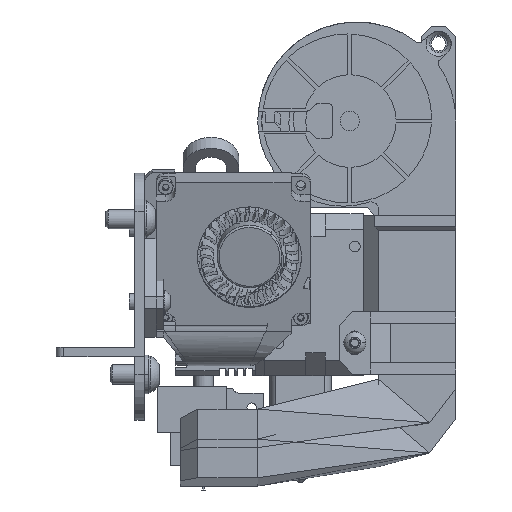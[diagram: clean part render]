
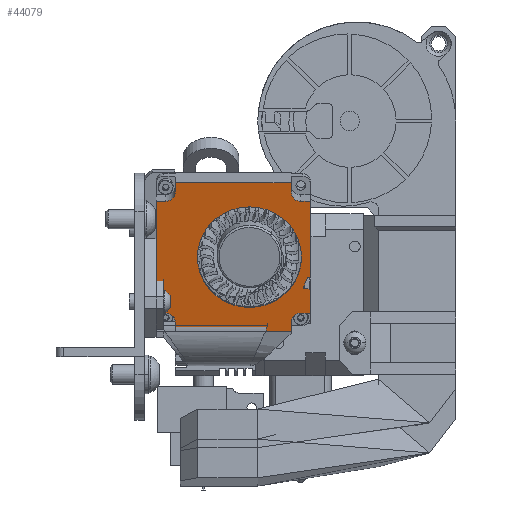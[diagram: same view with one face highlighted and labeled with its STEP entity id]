
A CAD part, left-side view. The second image highlights one B-rep face of the part: STEP entity #44079.
In plain terms, the highlighted face is planar.
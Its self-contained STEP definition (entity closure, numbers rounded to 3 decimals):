
#3116=CIRCLE('',#48624,13.5);
#3117=CIRCLE('',#48626,13.5);
#3118=CIRCLE('',#48627,2.5);
#3119=CIRCLE('',#48628,0.35);
#3120=CIRCLE('',#48629,0.3);
#3121=CIRCLE('',#48630,0.3);
#3122=CIRCLE('',#48631,0.35);
#3123=CIRCLE('',#48632,2.5);
#3124=CIRCLE('',#48633,2.5);
#3125=CIRCLE('',#48634,2.5);
#9436=ORIENTED_EDGE('',*,*,#20386,.F.);
#9437=ORIENTED_EDGE('',*,*,#20387,.F.);
#9438=ORIENTED_EDGE('',*,*,#20388,.T.);
#9439=ORIENTED_EDGE('',*,*,#20389,.T.);
#9440=ORIENTED_EDGE('',*,*,#20390,.F.);
#9441=ORIENTED_EDGE('',*,*,#20391,.F.);
#9442=ORIENTED_EDGE('',*,*,#20392,.T.);
#9443=ORIENTED_EDGE('',*,*,#20393,.T.);
#9444=ORIENTED_EDGE('',*,*,#20394,.T.);
#9445=ORIENTED_EDGE('',*,*,#20395,.T.);
#9446=ORIENTED_EDGE('',*,*,#20396,.T.);
#9447=ORIENTED_EDGE('',*,*,#20397,.T.);
#9448=ORIENTED_EDGE('',*,*,#20398,.T.);
#9449=ORIENTED_EDGE('',*,*,#20399,.T.);
#9450=ORIENTED_EDGE('',*,*,#20400,.T.);
#9451=ORIENTED_EDGE('',*,*,#20401,.T.);
#9452=ORIENTED_EDGE('',*,*,#20402,.T.);
#9453=ORIENTED_EDGE('',*,*,#20403,.F.);
#9454=ORIENTED_EDGE('',*,*,#20404,.F.);
#9455=ORIENTED_EDGE('',*,*,#20405,.T.);
#9456=ORIENTED_EDGE('',*,*,#20406,.F.);
#9457=ORIENTED_EDGE('',*,*,#20407,.F.);
#9458=ORIENTED_EDGE('',*,*,#20408,.F.);
#9459=ORIENTED_EDGE('',*,*,#20409,.T.);
#9460=ORIENTED_EDGE('',*,*,#20410,.T.);
#9461=ORIENTED_EDGE('',*,*,#20411,.F.);
#20386=EDGE_CURVE('',#26185,#26184,#3116,.T.);
#20387=EDGE_CURVE('',#26184,#26185,#3117,.T.);
#20388=EDGE_CURVE('',#26186,#26187,#30626,.T.);
#20389=EDGE_CURVE('',#26187,#26188,#30627,.T.);
#20390=EDGE_CURVE('',#26189,#26188,#3118,.T.);
#20391=EDGE_CURVE('',#26190,#26189,#30628,.T.);
#20392=EDGE_CURVE('',#26190,#26191,#30629,.T.);
#20393=EDGE_CURVE('',#26191,#26192,#3119,.T.);
#20394=EDGE_CURVE('',#26192,#26193,#30630,.T.);
#20395=EDGE_CURVE('',#26193,#26194,#3120,.T.);
#20396=EDGE_CURVE('',#26194,#26195,#30631,.T.);
#20397=EDGE_CURVE('',#26195,#26196,#3121,.T.);
#20398=EDGE_CURVE('',#26196,#26197,#30632,.T.);
#20399=EDGE_CURVE('',#26197,#26198,#3122,.T.);
#20400=EDGE_CURVE('',#26198,#26199,#30633,.T.);
#20401=EDGE_CURVE('',#26199,#26200,#30634,.T.);
#20402=EDGE_CURVE('',#26200,#26201,#3123,.T.);
#20403=EDGE_CURVE('',#26202,#26201,#30635,.T.);
#20404=EDGE_CURVE('',#26203,#26202,#30636,.T.);
#20405=EDGE_CURVE('',#26203,#26204,#30637,.T.);
#20406=EDGE_CURVE('',#26205,#26204,#3124,.T.);
#20407=EDGE_CURVE('',#26206,#26205,#30638,.T.);
#20408=EDGE_CURVE('',#26207,#26206,#30639,.T.);
#20409=EDGE_CURVE('',#26207,#26208,#30640,.T.);
#20410=EDGE_CURVE('',#26208,#26209,#3125,.T.);
#20411=EDGE_CURVE('',#26186,#26209,#30641,.T.);
#26184=VERTEX_POINT('',#72281);
#26185=VERTEX_POINT('',#72283);
#26186=VERTEX_POINT('',#72288);
#26187=VERTEX_POINT('',#72289);
#26188=VERTEX_POINT('',#72291);
#26189=VERTEX_POINT('',#72293);
#26190=VERTEX_POINT('',#72295);
#26191=VERTEX_POINT('',#72297);
#26192=VERTEX_POINT('',#72299);
#26193=VERTEX_POINT('',#72301);
#26194=VERTEX_POINT('',#72303);
#26195=VERTEX_POINT('',#72305);
#26196=VERTEX_POINT('',#72307);
#26197=VERTEX_POINT('',#72309);
#26198=VERTEX_POINT('',#72311);
#26199=VERTEX_POINT('',#72313);
#26200=VERTEX_POINT('',#72315);
#26201=VERTEX_POINT('',#72317);
#26202=VERTEX_POINT('',#72319);
#26203=VERTEX_POINT('',#72321);
#26204=VERTEX_POINT('',#72323);
#26205=VERTEX_POINT('',#72325);
#26206=VERTEX_POINT('',#72327);
#26207=VERTEX_POINT('',#72329);
#26208=VERTEX_POINT('',#72331);
#26209=VERTEX_POINT('',#72333);
#30626=LINE('',#72287,#34195);
#30627=LINE('',#72290,#34196);
#30628=LINE('',#72294,#34197);
#30629=LINE('',#72296,#34198);
#30630=LINE('',#72300,#34199);
#30631=LINE('',#72304,#34200);
#30632=LINE('',#72308,#34201);
#30633=LINE('',#72312,#34202);
#30634=LINE('',#72314,#34203);
#30635=LINE('',#72318,#34204);
#30636=LINE('',#72320,#34205);
#30637=LINE('',#72322,#34206);
#30638=LINE('',#72326,#34207);
#30639=LINE('',#72328,#34208);
#30640=LINE('',#72330,#34209);
#30641=LINE('',#72334,#34210);
#34195=VECTOR('',#56303,1000.);
#34196=VECTOR('',#56304,1000.);
#34197=VECTOR('',#56307,1000.);
#34198=VECTOR('',#56308,1000.);
#34199=VECTOR('',#56311,1000.);
#34200=VECTOR('',#56314,1000.);
#34201=VECTOR('',#56317,1000.);
#34202=VECTOR('',#56320,1000.);
#34203=VECTOR('',#56321,1000.);
#34204=VECTOR('',#56324,1000.);
#34205=VECTOR('',#56325,1000.);
#34206=VECTOR('',#56326,1000.);
#34207=VECTOR('',#56329,1000.);
#34208=VECTOR('',#56330,1000.);
#34209=VECTOR('',#56331,1000.);
#34210=VECTOR('',#56334,1000.);
#37130=EDGE_LOOP('',(#9436,#9437));
#37131=EDGE_LOOP('',(#9438,#9439,#9440,#9441,#9442,#9443,#9444,#9445,#9446,
#9447,#9448,#9449,#9450,#9451,#9452,#9453,#9454,#9455,#9456,#9457,#9458,
#9459,#9460,#9461));
#40037=FACE_BOUND('',#37130,.T.);
#40038=FACE_BOUND('',#37131,.T.);
#42474=PLANE('',#48625);
#44079=ADVANCED_FACE('',(#40037,#40038),#42474,.T.);
#48624=AXIS2_PLACEMENT_3D('',#72284,#56297,#56298);
#48625=AXIS2_PLACEMENT_3D('',#72285,#56299,#56300);
#48626=AXIS2_PLACEMENT_3D('',#72286,#56301,#56302);
#48627=AXIS2_PLACEMENT_3D('',#72292,#56305,#56306);
#48628=AXIS2_PLACEMENT_3D('',#72298,#56309,#56310);
#48629=AXIS2_PLACEMENT_3D('',#72302,#56312,#56313);
#48630=AXIS2_PLACEMENT_3D('',#72306,#56315,#56316);
#48631=AXIS2_PLACEMENT_3D('',#72310,#56318,#56319);
#48632=AXIS2_PLACEMENT_3D('',#72316,#56322,#56323);
#48633=AXIS2_PLACEMENT_3D('',#72324,#56327,#56328);
#48634=AXIS2_PLACEMENT_3D('',#72332,#56332,#56333);
#56297=DIRECTION('',(0.,0.,1.));
#56298=DIRECTION('',(1.,0.,0.));
#56299=DIRECTION('',(0.,0.,1.));
#56300=DIRECTION('',(1.,0.,0.));
#56301=DIRECTION('',(0.,0.,1.));
#56302=DIRECTION('',(1.,0.,0.));
#56303=DIRECTION('',(1.,0.,0.));
#56304=DIRECTION('',(0.,1.,0.));
#56305=DIRECTION('',(0.,0.,1.));
#56306=DIRECTION('',(1.,0.,0.));
#56307=DIRECTION('',(-1.,0.,0.));
#56308=DIRECTION('',(0.,1.,0.));
#56309=DIRECTION('',(0.,0.,1.));
#56310=DIRECTION('',(1.,0.,0.));
#56311=DIRECTION('',(-1.,0.,0.));
#56312=DIRECTION('',(0.,0.,-1.));
#56313=DIRECTION('',(1.,0.,0.));
#56314=DIRECTION('',(0.385,0.923,0.));
#56315=DIRECTION('',(0.,0.,-1.));
#56316=DIRECTION('',(1.,0.,0.));
#56317=DIRECTION('',(1.,0.,0.));
#56318=DIRECTION('',(0.,0.,1.));
#56319=DIRECTION('',(1.,0.,0.));
#56320=DIRECTION('',(0.,1.,0.));
#56321=DIRECTION('',(-1.,0.,0.));
#56322=DIRECTION('',(0.,0.,-1.));
#56323=DIRECTION('',(1.,0.,0.));
#56324=DIRECTION('',(0.,-1.,0.));
#56325=DIRECTION('',(1.,0.,0.));
#56326=DIRECTION('',(0.,-1.,0.));
#56327=DIRECTION('',(0.,0.,1.));
#56328=DIRECTION('',(1.,0.,0.));
#56329=DIRECTION('',(1.,0.,0.));
#56330=DIRECTION('',(0.,1.,0.));
#56331=DIRECTION('',(1.,0.,0.));
#56332=DIRECTION('',(0.,0.,-1.));
#56333=DIRECTION('',(1.,0.,0.));
#56334=DIRECTION('',(0.,1.,0.));
#72281=CARTESIAN_POINT('',(12.288,27.405,25.289));
#72283=CARTESIAN_POINT('',(39.288,27.405,25.289));
#72284=CARTESIAN_POINT('',(25.788,27.405,25.289));
#72285=CARTESIAN_POINT('',(21.588,27.405,25.289));
#72286=CARTESIAN_POINT('',(25.788,27.405,25.289));
#72287=CARTESIAN_POINT('',(21.588,7.405,25.289));
#72288=CARTESIAN_POINT('',(6.588,7.405,25.289));
#72289=CARTESIAN_POINT('',(36.588,7.405,25.289));
#72290=CARTESIAN_POINT('',(36.588,27.405,25.289));
#72291=CARTESIAN_POINT('',(36.588,9.905,25.289));
#72292=CARTESIAN_POINT('',(39.088,9.905,25.289));
#72293=CARTESIAN_POINT('',(39.088,12.405,25.289));
#72294=CARTESIAN_POINT('',(21.588,12.405,25.289));
#72295=CARTESIAN_POINT('',(41.588,12.405,25.289));
#72296=CARTESIAN_POINT('',(41.588,27.405,25.289));
#72297=CARTESIAN_POINT('',(41.588,18.555,25.289));
#72298=CARTESIAN_POINT('',(41.238,18.555,25.289));
#72299=CARTESIAN_POINT('',(41.238,18.905,25.289));
#72300=CARTESIAN_POINT('',(21.588,18.905,25.289));
#72301=CARTESIAN_POINT('',(40.038,18.905,25.289));
#72302=CARTESIAN_POINT('',(40.038,19.205,25.289));
#72303=CARTESIAN_POINT('',(39.761,19.321,25.289));
#72304=CARTESIAN_POINT('',(39.943,19.757,25.289));
#72305=CARTESIAN_POINT('',(40.761,21.721,25.289));
#72306=CARTESIAN_POINT('',(41.038,21.605,25.289));
#72307=CARTESIAN_POINT('',(41.038,21.905,25.289));
#72308=CARTESIAN_POINT('',(21.588,21.905,25.289));
#72309=CARTESIAN_POINT('',(41.238,21.905,25.289));
#72310=CARTESIAN_POINT('',(41.238,22.255,25.289));
#72311=CARTESIAN_POINT('',(41.588,22.255,25.289));
#72312=CARTESIAN_POINT('',(41.588,27.405,25.289));
#72313=CARTESIAN_POINT('',(41.588,42.405,25.289));
#72314=CARTESIAN_POINT('',(21.588,42.405,25.289));
#72315=CARTESIAN_POINT('',(39.088,42.405,25.289));
#72316=CARTESIAN_POINT('',(39.088,44.905,25.289));
#72317=CARTESIAN_POINT('',(36.588,44.905,25.289));
#72318=CARTESIAN_POINT('',(36.588,27.405,25.289));
#72319=CARTESIAN_POINT('',(36.588,47.405,25.289));
#72320=CARTESIAN_POINT('',(21.588,47.405,25.289));
#72321=CARTESIAN_POINT('',(6.588,47.405,25.289));
#72322=CARTESIAN_POINT('',(6.588,27.405,25.289));
#72323=CARTESIAN_POINT('',(6.588,44.905,25.289));
#72324=CARTESIAN_POINT('',(4.088,44.905,25.289));
#72325=CARTESIAN_POINT('',(4.088,42.405,25.289));
#72326=CARTESIAN_POINT('',(21.588,42.405,25.289));
#72327=CARTESIAN_POINT('',(1.588,42.405,25.289));
#72328=CARTESIAN_POINT('',(1.588,27.405,25.289));
#72329=CARTESIAN_POINT('',(1.588,12.405,25.289));
#72330=CARTESIAN_POINT('',(21.588,12.405,25.289));
#72331=CARTESIAN_POINT('',(4.088,12.405,25.289));
#72332=CARTESIAN_POINT('',(4.088,9.905,25.289));
#72333=CARTESIAN_POINT('',(6.588,9.905,25.289));
#72334=CARTESIAN_POINT('',(6.588,27.405,25.289));
